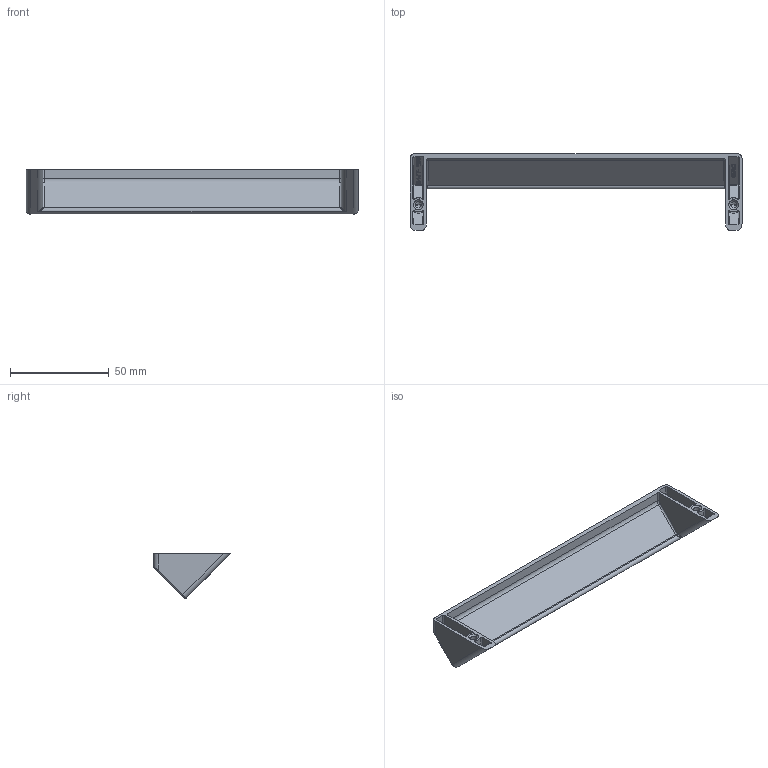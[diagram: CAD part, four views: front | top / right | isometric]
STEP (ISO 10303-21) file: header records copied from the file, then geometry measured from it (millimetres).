
FILE_DESCRIPTION(('Creo Elements/Direct Modeling STEP Export'),'2;1');
FILE_NAME('2477-168.stp','2019-07-15T11:56:41',(''),(''),'Creo Elements/Direct Modeling STEP processor for AP214 (Solid Model)','Creo Elements/Direct Modeling 20.0 12-Nov-2016 (C) Parametric Technology GmbH','');
FILE_SCHEMA(('AUTOMOTIVE_DESIGN { 1 0 10303 214 1 1 1 1 }'));
Length unit declared in the file: millimetre
Products named in the file (1): ZN-10788
Bounding box: 168.4 x 39 x 22.67 mm (x, y, z)
Volume: 15702.5 mm3; surface area: 14673.7 mm2
Topology: 1 solids, 1 shells, 605 faces, 1673 edges, 1084 vertices
Faces by surface type: plane 492, cylinder 57, bspline 34, sphere 8, cone 8, torus 6
Entity records: 20621 total; most frequent: CARTESIAN_POINT 5517, ORIENTED_EDGE 3322, DIRECTION 2779, EDGE_CURVE 1661, VECTOR 1463, LINE 1463, VERTEX_POINT 1084, AXIS2_PLACEMENT_3D 658
